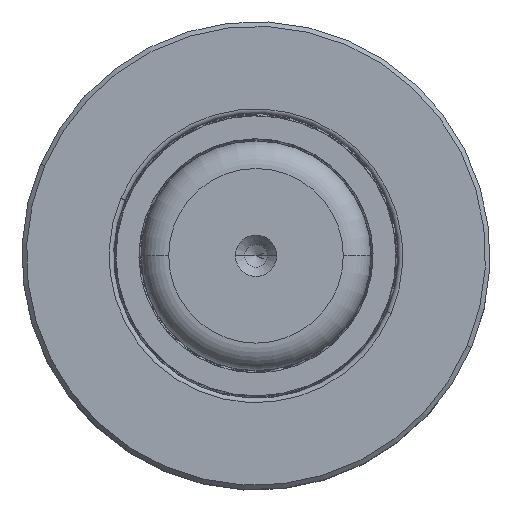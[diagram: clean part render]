
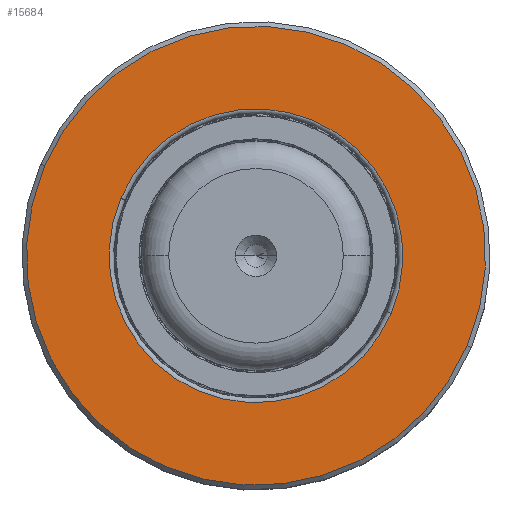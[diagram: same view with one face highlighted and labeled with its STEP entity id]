
A CAD part, top view. The second image highlights one B-rep face of the part: STEP entity #15684.
In plain terms, the highlighted face is planar.
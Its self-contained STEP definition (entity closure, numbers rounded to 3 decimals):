
#1668 = DIRECTION ( 'NONE',  ( 0., -1., 0. ) ) ;
#2079 = CARTESIAN_POINT ( 'NONE',  ( 0., 15.687, 0. ) ) ;
#2872 = PLANE ( 'NONE',  #43526 ) ;
#4732 = EDGE_LOOP ( 'NONE', ( #18334, #29449 ) ) ;
#4883 = CIRCLE ( 'NONE', #16121, 16. ) ;
#6639 = CIRCLE ( 'NONE', #40401, 25. ) ;
#8188 = FACE_OUTER_BOUND ( 'NONE', #38701, .T. ) ;
#8548 = CARTESIAN_POINT ( 'NONE',  ( 0., 15.687, 0. ) ) ;
#9729 = DIRECTION ( 'NONE',  ( 0., -1., 0. ) ) ;
#10458 = AXIS2_PLACEMENT_3D ( 'NONE', #24897, #9729, #44905 ) ;
#10927 = VERTEX_POINT ( 'NONE', #28186 ) ;
#11296 = CIRCLE ( 'NONE', #11423, 16. ) ;
#11423 = AXIS2_PLACEMENT_3D ( 'NONE', #8548, #1668, #17828 ) ;
#11436 = CARTESIAN_POINT ( 'NONE',  ( 0., 15.687, 25. ) ) ;
#13908 = EDGE_CURVE ( 'NONE', #10927, #26298, #11296, .T. ) ;
#15684 = ADVANCED_FACE ( 'NONE', ( #27328, #8188 ), #2872, .T. ) ;
#16121 = AXIS2_PLACEMENT_3D ( 'NONE', #23309, #26746, #46597 ) ;
#17828 = DIRECTION ( 'NONE',  ( 0., 0., -1. ) ) ;
#18334 = ORIENTED_EDGE ( 'NONE', *, *, #40611, .T. ) ;
#23309 = CARTESIAN_POINT ( 'NONE',  ( 0., 15.687, 0. ) ) ;
#23824 = CARTESIAN_POINT ( 'NONE',  ( 0., 15.687, -25. ) ) ;
#24897 = CARTESIAN_POINT ( 'NONE',  ( 0., 15.687, 0. ) ) ;
#25824 = DIRECTION ( 'NONE',  ( 0., 0., -1. ) ) ;
#26298 = VERTEX_POINT ( 'NONE', #32203 ) ;
#26746 = DIRECTION ( 'NONE',  ( 0., -1., 0. ) ) ;
#26797 = DIRECTION ( 'NONE',  ( 0., 1., 0. ) ) ;
#27328 = FACE_BOUND ( 'NONE', #4732, .T. ) ;
#28186 = CARTESIAN_POINT ( 'NONE',  ( 0., 15.687, 16. ) ) ;
#28341 = CIRCLE ( 'NONE', #10458, 25. ) ;
#28389 = ORIENTED_EDGE ( 'NONE', *, *, #38285, .F. ) ;
#29449 = ORIENTED_EDGE ( 'NONE', *, *, #13908, .T. ) ;
#30306 = DIRECTION ( 'NONE',  ( 0., -1., 0. ) ) ;
#30433 = DIRECTION ( 'NONE',  ( 0., 0., 1. ) ) ;
#32203 = CARTESIAN_POINT ( 'NONE',  ( 0., 15.687, -16. ) ) ;
#38285 = EDGE_CURVE ( 'NONE', #41947, #38645, #28341, .T. ) ;
#38645 = VERTEX_POINT ( 'NONE', #23824 ) ;
#38701 = EDGE_LOOP ( 'NONE', ( #40332, #28389 ) ) ;
#40332 = ORIENTED_EDGE ( 'NONE', *, *, #43872, .F. ) ;
#40401 = AXIS2_PLACEMENT_3D ( 'NONE', #2079, #30306, #25824 ) ;
#40611 = EDGE_CURVE ( 'NONE', #26298, #10927, #4883, .T. ) ;
#41947 = VERTEX_POINT ( 'NONE', #11436 ) ;
#43526 = AXIS2_PLACEMENT_3D ( 'NONE', #46483, #26797, #30433 ) ;
#43872 = EDGE_CURVE ( 'NONE', #38645, #41947, #6639, .T. ) ;
#44905 = DIRECTION ( 'NONE',  ( 0., 0., -1. ) ) ;
#46483 = CARTESIAN_POINT ( 'NONE',  ( 25., 15.687, 0. ) ) ;
#46597 = DIRECTION ( 'NONE',  ( 0., 0., -1. ) ) ;
